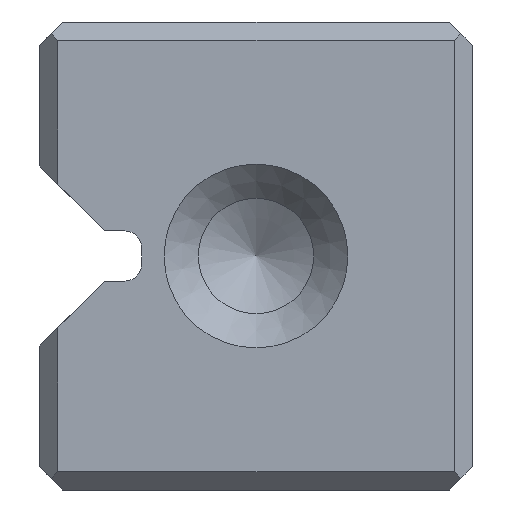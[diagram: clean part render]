
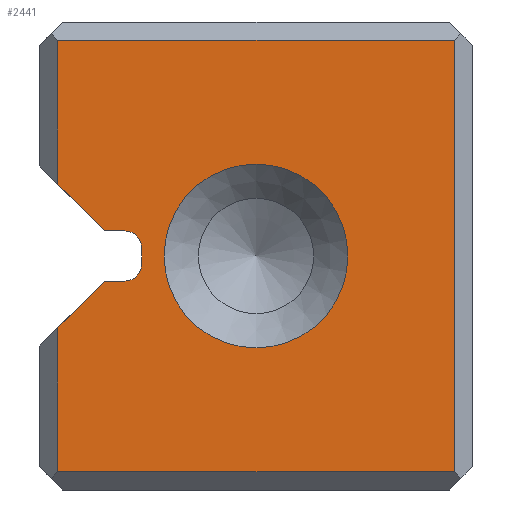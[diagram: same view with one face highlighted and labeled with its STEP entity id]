
A CAD part, left-side view. The second image highlights one B-rep face of the part: STEP entity #2441.
In plain terms, the highlighted planar face has unit normal (-1, 0, 0).
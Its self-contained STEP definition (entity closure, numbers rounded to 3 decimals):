
#2441=ADVANCED_FACE('',(#3283,#3284),#2794,.T.);
#2794=PLANE('',#8421);
#3030=CIRCLE('',#8418,1.);
#3031=CIRCLE('',#8419,1.);
#3032=CIRCLE('',#8420,5.5);
#3283=FACE_BOUND('',#3413,.T.);
#3284=FACE_BOUND('',#3414,.T.);
#3413=EDGE_LOOP('',(#4051,#4052,#4053,#4054,#4055,#4056,#4057,#4058,#4059,
#4060,#4061,#4062));
#3414=EDGE_LOOP('',(#4063));
#4051=ORIENTED_EDGE('',*,*,#6435,.T.);
#4052=ORIENTED_EDGE('',*,*,#6436,.T.);
#4053=ORIENTED_EDGE('',*,*,#6437,.T.);
#4054=ORIENTED_EDGE('',*,*,#6438,.T.);
#4055=ORIENTED_EDGE('',*,*,#6439,.T.);
#4056=ORIENTED_EDGE('',*,*,#6440,.T.);
#4057=ORIENTED_EDGE('',*,*,#6441,.T.);
#4058=ORIENTED_EDGE('',*,*,#6442,.F.);
#4059=ORIENTED_EDGE('',*,*,#6443,.T.);
#4060=ORIENTED_EDGE('',*,*,#6444,.F.);
#4061=ORIENTED_EDGE('',*,*,#6445,.T.);
#4062=ORIENTED_EDGE('',*,*,#6446,.F.);
#4063=ORIENTED_EDGE('',*,*,#6447,.F.);
#5827=VERTEX_POINT('',#10715);
#5828=VERTEX_POINT('',#10716);
#5829=VERTEX_POINT('',#10718);
#5830=VERTEX_POINT('',#10720);
#5831=VERTEX_POINT('',#10722);
#5832=VERTEX_POINT('',#10724);
#5833=VERTEX_POINT('',#10726);
#5834=VERTEX_POINT('',#10728);
#5835=VERTEX_POINT('',#10730);
#5836=VERTEX_POINT('',#10732);
#5837=VERTEX_POINT('',#10734);
#5838=VERTEX_POINT('',#10736);
#5839=VERTEX_POINT('',#10739);
#6435=EDGE_CURVE('',#5827,#5828,#7241,.T.);
#6436=EDGE_CURVE('',#5828,#5829,#7242,.T.);
#6437=EDGE_CURVE('',#5829,#5830,#7243,.T.);
#6438=EDGE_CURVE('',#5830,#5831,#7244,.T.);
#6439=EDGE_CURVE('',#5831,#5832,#7245,.T.);
#6440=EDGE_CURVE('',#5832,#5833,#7246,.T.);
#6441=EDGE_CURVE('',#5833,#5834,#7247,.T.);
#6442=EDGE_CURVE('',#5835,#5834,#7248,.T.);
#6443=EDGE_CURVE('',#5835,#5836,#3030,.T.);
#6444=EDGE_CURVE('',#5837,#5836,#7249,.T.);
#6445=EDGE_CURVE('',#5837,#5838,#3031,.T.);
#6446=EDGE_CURVE('',#5827,#5838,#7250,.T.);
#6447=EDGE_CURVE('',#5839,#5839,#3032,.T.);
#7241=LINE('',#10714,#7903);
#7242=LINE('',#10717,#7904);
#7243=LINE('',#10719,#7905);
#7244=LINE('',#10721,#7906);
#7245=LINE('',#10723,#7907);
#7246=LINE('',#10725,#7908);
#7247=LINE('',#10727,#7909);
#7248=LINE('',#10729,#7910);
#7249=LINE('',#10733,#7911);
#7250=LINE('',#10737,#7912);
#7903=VECTOR('',#8891,1.);
#7904=VECTOR('',#8892,1.);
#7905=VECTOR('',#8893,1.);
#7906=VECTOR('',#8894,1.);
#7907=VECTOR('',#8895,1.);
#7908=VECTOR('',#8896,1.);
#7909=VECTOR('',#8897,1.);
#7910=VECTOR('',#8898,1.);
#7911=VECTOR('',#8901,1.);
#7912=VECTOR('',#8904,1.);
#8418=AXIS2_PLACEMENT_3D('',#10731,#8899,#8900);
#8419=AXIS2_PLACEMENT_3D('',#10735,#8902,#8903);
#8420=AXIS2_PLACEMENT_3D('',#10738,#8905,#8906);
#8421=AXIS2_PLACEMENT_3D('',#10740,#8907,#8908);
#8891=DIRECTION('',(0.,0.707,-0.707));
#8892=DIRECTION('',(0.,0.,-1.));
#8893=DIRECTION('',(0.,-1.,0.));
#8894=DIRECTION('',(0.,0.,1.));
#8895=DIRECTION('',(0.,1.,0.));
#8896=DIRECTION('',(0.,0.,-1.));
#8897=DIRECTION('',(0.,-0.707,-0.707));
#8898=DIRECTION('',(0.,1.,0.));
#8899=DIRECTION('',(1.,0.,0.));
#8900=DIRECTION('',(0.,0.,1.));
#8901=DIRECTION('',(0.,0.,1.));
#8902=DIRECTION('',(1.,0.,0.));
#8903=DIRECTION('',(0.,0.,1.));
#8904=DIRECTION('',(0.,-1.,0.));
#8905=DIRECTION('',(-1.,0.,0.));
#8906=DIRECTION('',(0.,0.,1.));
#8907=DIRECTION('',(-1.,0.,0.));
#8908=DIRECTION('',(0.,1.,0.));
#10714=CARTESIAN_POINT('',(-400.,22.662,11.862));
#10715=CARTESIAN_POINT('',(-400.,34.42,0.105));
#10716=CARTESIAN_POINT('',(-400.,37.205,-2.68));
#10717=CARTESIAN_POINT('',(-400.,37.205,1.605));
#10718=CARTESIAN_POINT('',(-400.,37.205,-11.295));
#10719=CARTESIAN_POINT('',(-400.,12.405,-11.295));
#10720=CARTESIAN_POINT('',(-400.,13.505,-11.295));
#10721=CARTESIAN_POINT('',(-400.,13.505,1.605));
#10722=CARTESIAN_POINT('',(-400.,13.505,14.505));
#10723=CARTESIAN_POINT('',(-400.,12.405,14.505));
#10724=CARTESIAN_POINT('',(-400.,37.205,14.505));
#10725=CARTESIAN_POINT('',(-400.,37.205,1.605));
#10726=CARTESIAN_POINT('',(-400.,37.205,5.89));
#10727=CARTESIAN_POINT('',(-400.,22.662,-8.652));
#10728=CARTESIAN_POINT('',(-400.,34.42,3.105));
#10729=CARTESIAN_POINT('',(-400.,12.405,3.105));
#10730=CARTESIAN_POINT('',(-400.,33.205,3.105));
#10731=CARTESIAN_POINT('',(-400.,33.205,2.105));
#10732=CARTESIAN_POINT('',(-400.,32.205,2.105));
#10733=CARTESIAN_POINT('',(-400.,32.205,1.605));
#10734=CARTESIAN_POINT('',(-400.,32.205,1.105));
#10735=CARTESIAN_POINT('',(-400.,33.205,1.105));
#10736=CARTESIAN_POINT('',(-400.,33.205,0.105));
#10737=CARTESIAN_POINT('',(-400.,12.405,0.105));
#10738=CARTESIAN_POINT('',(-400.,25.355,1.605));
#10739=CARTESIAN_POINT('',(-400.,25.355,7.105));
#10740=CARTESIAN_POINT('',(-400.,12.405,1.605));
